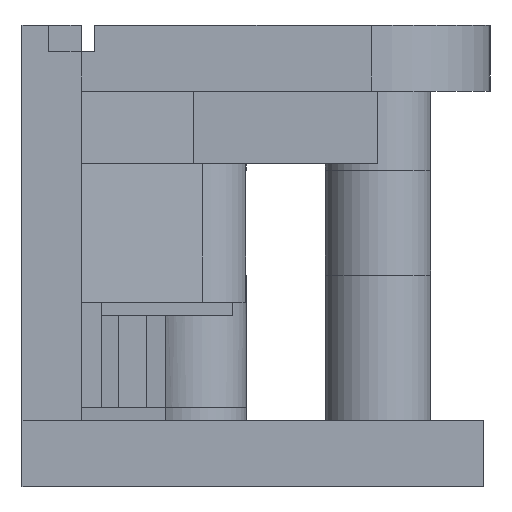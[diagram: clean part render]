
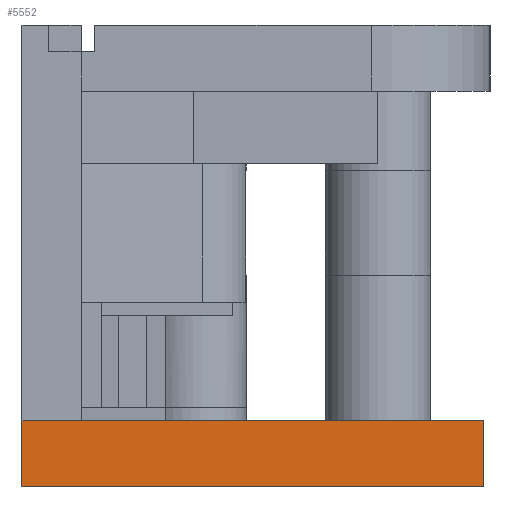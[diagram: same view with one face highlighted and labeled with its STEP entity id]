
A CAD part, left-side view. The second image highlights one B-rep face of the part: STEP entity #5552.
In plain terms, the highlighted planar face has unit normal (-1, 0, 0).
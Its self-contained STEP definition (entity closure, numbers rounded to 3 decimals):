
#593=ORIENTED_EDGE('',*,*,#1584,.F.);
#594=ORIENTED_EDGE('',*,*,#1546,.T.);
#595=ORIENTED_EDGE('',*,*,#1543,.T.);
#596=ORIENTED_EDGE('',*,*,#1586,.T.);
#597=ORIENTED_EDGE('',*,*,#1587,.F.);
#1543=EDGE_CURVE('',#2055,#1929,#2409,.T.);
#1546=EDGE_CURVE('',#2058,#2055,#2411,.T.);
#1584=EDGE_CURVE('',#2058,#2080,#2447,.T.);
#1586=EDGE_CURVE('',#1929,#1990,#2449,.T.);
#1587=EDGE_CURVE('',#2080,#1990,#2450,.T.);
#1929=VERTEX_POINT('',#7274);
#1990=VERTEX_POINT('',#7417);
#2055=VERTEX_POINT('',#7631);
#2058=VERTEX_POINT('',#7640);
#2080=VERTEX_POINT('',#7713);
#2409=LINE('',#7633,#2848);
#2411=LINE('',#7639,#2850);
#2447=LINE('',#7712,#2886);
#2449=LINE('',#7716,#2888);
#2450=LINE('',#7717,#2889);
#2848=VECTOR('',#6452,1000.);
#2850=VECTOR('',#6458,1000.);
#2886=VECTOR('',#6524,1000.);
#2888=VECTOR('',#6528,1000.);
#2889=VECTOR('',#6529,1000.);
#3242=EDGE_LOOP('',(#593,#594,#595,#596,#597));
#3531=FACE_BOUND('',#3242,.T.);
#3765=PLANE('',#5846);
#5552=ADVANCED_FACE('',(#3531),#3765,.T.);
#5846=AXIS2_PLACEMENT_3D('',#7715,#6526,#6527);
#6452=DIRECTION('',(0.,1.,0.));
#6458=DIRECTION('',(0.,0.,1.));
#6524=DIRECTION('',(0.,1.,0.));
#6526=DIRECTION('',(-1.,0.,0.));
#6527=DIRECTION('',(0.,-1.,0.));
#6528=DIRECTION('',(0.,1.,0.));
#6529=DIRECTION('',(0.,0.,1.));
#7274=CARTESIAN_POINT('',(-328.5,-23.5,165.));
#7417=CARTESIAN_POINT('',(-328.5,-19.,165.));
#7631=CARTESIAN_POINT('',(-328.5,-54.,165.));
#7633=CARTESIAN_POINT('',(-328.5,-54.,165.));
#7639=CARTESIAN_POINT('',(-328.5,-54.,160.));
#7640=CARTESIAN_POINT('',(-328.5,-54.,160.));
#7712=CARTESIAN_POINT('',(-328.5,-54.,160.));
#7713=CARTESIAN_POINT('',(-328.5,-19.,160.));
#7715=CARTESIAN_POINT('',(-328.5,-54.,160.));
#7716=CARTESIAN_POINT('',(-328.5,-54.,165.));
#7717=CARTESIAN_POINT('',(-328.5,-19.,160.));
